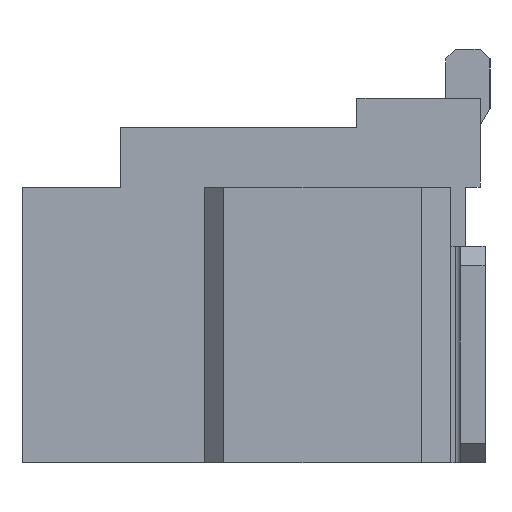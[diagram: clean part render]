
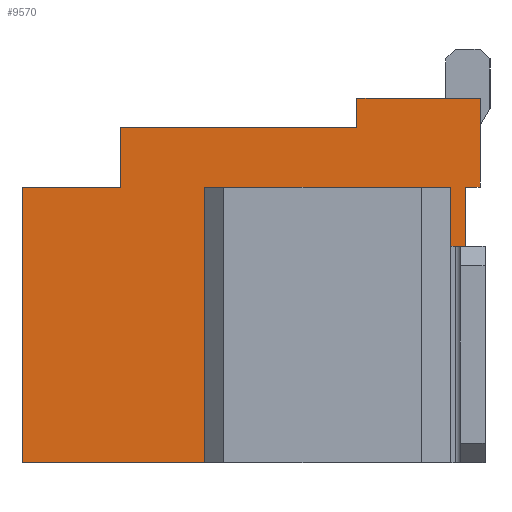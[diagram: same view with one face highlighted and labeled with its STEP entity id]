
A CAD part, left-side view. The second image highlights one B-rep face of the part: STEP entity #9570.
In plain terms, the highlighted planar face has unit normal (-1, 0, 0).
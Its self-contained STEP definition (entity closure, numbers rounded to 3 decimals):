
#73=DIRECTION('',(0.,1.,0.));
#74=VECTOR('',#73,1.25);
#75=CARTESIAN_POINT('',(-10.25,-3.675,2.1));
#76=LINE('',#75,#74);
#1245=DIRECTION('',(0.,0.,1.));
#1246=VECTOR('',#1245,2.8);
#1247=CARTESIAN_POINT('',(-10.25,0.975,-1.6));
#1248=LINE('',#1247,#1246);
#1769=DIRECTION('',(0.,-1.,0.));
#1770=VECTOR('',#1769,1.);
#1771=CARTESIAN_POINT('',(-10.25,0.975,1.2));
#1772=LINE('',#1771,#1770);
#1773=DIRECTION('',(0.,0.,1.));
#1774=VECTOR('',#1773,0.6);
#1775=CARTESIAN_POINT('',(-10.25,-0.025,1.2));
#1776=LINE('',#1775,#1774);
#1777=DIRECTION('',(0.,-1.,0.));
#1778=VECTOR('',#1777,2.4);
#1779=CARTESIAN_POINT('',(-10.25,-0.025,1.8));
#1780=LINE('',#1779,#1778);
#1781=DIRECTION('',(0.,0.,-1.));
#1782=VECTOR('',#1781,0.3);
#1783=CARTESIAN_POINT('',(-10.25,-2.425,2.1));
#1784=LINE('',#1783,#1782);
#1785=DIRECTION('',(0.,1.,0.));
#1786=VECTOR('',#1785,0.15);
#1787=CARTESIAN_POINT('',(-10.25,-3.675,1.2));
#1788=LINE('',#1787,#1786);
#1789=DIRECTION('',(0.,0.,1.));
#1790=VECTOR('',#1789,2.1);
#1791=CARTESIAN_POINT('',(-10.25,-3.525,-0.9));
#1792=LINE('',#1791,#1790);
#1793=DIRECTION('',(0.,1.,0.));
#1794=VECTOR('',#1793,0.15);
#1795=CARTESIAN_POINT('',(-10.25,-3.675,-0.9));
#1796=LINE('',#1795,#1794);
#1797=DIRECTION('',(0.,1.,0.));
#1798=VECTOR('',#1797,0.3);
#1799=CARTESIAN_POINT('',(-10.25,-3.675,-1.6));
#1800=LINE('',#1799,#1798);
#1801=DIRECTION('',(0.,0.,1.));
#1802=VECTOR('',#1801,2.8);
#1803=CARTESIAN_POINT('',(-10.25,-3.375,-1.6));
#1804=LINE('',#1803,#1802);
#1805=DIRECTION('',(0.,-1.,0.));
#1806=VECTOR('',#1805,2.5);
#1807=CARTESIAN_POINT('',(-10.25,-0.875,1.2));
#1808=LINE('',#1807,#1806);
#1809=DIRECTION('',(0.,0.,1.));
#1810=VECTOR('',#1809,2.8);
#1811=CARTESIAN_POINT('',(-10.25,-0.875,-1.6));
#1812=LINE('',#1811,#1810);
#1813=DIRECTION('',(0.,1.,0.));
#1814=VECTOR('',#1813,1.85);
#1815=CARTESIAN_POINT('',(-10.25,-0.875,-1.6));
#1816=LINE('',#1815,#1814);
#1861=DIRECTION('',(0.,0.,1.));
#1862=VECTOR('',#1861,0.9);
#1863=CARTESIAN_POINT('',(-10.25,-3.675,1.2));
#1864=LINE('',#1863,#1862);
#1901=DIRECTION('',(0.,0.,1.));
#1902=VECTOR('',#1901,0.7);
#1903=CARTESIAN_POINT('',(-10.25,-3.675,-1.6));
#1904=LINE('',#1903,#1902);
#5991=CARTESIAN_POINT('',(-10.25,-0.875,1.2));
#5992=CARTESIAN_POINT('',(-10.25,-3.375,1.2));
#5993=VERTEX_POINT('',#5991);
#5994=VERTEX_POINT('',#5992);
#5995=CARTESIAN_POINT('',(-10.25,-0.875,-1.6));
#5996=VERTEX_POINT('',#5995);
#6003=CARTESIAN_POINT('',(-10.25,0.975,-1.6));
#6004=VERTEX_POINT('',#6003);
#6023=CARTESIAN_POINT('',(-10.25,-3.675,2.1));
#6024=VERTEX_POINT('',#6023);
#6029=CARTESIAN_POINT('',(-10.25,-3.675,-1.6));
#6030=VERTEX_POINT('',#6029);
#6047=CARTESIAN_POINT('',(-10.25,-2.425,2.1));
#6048=CARTESIAN_POINT('',(-10.25,-2.425,1.8));
#6049=VERTEX_POINT('',#6047);
#6050=VERTEX_POINT('',#6048);
#6056=CARTESIAN_POINT('',(-10.25,-0.025,1.8));
#6058=VERTEX_POINT('',#6056);
#6225=CARTESIAN_POINT('',(-10.25,0.975,1.2));
#6226=CARTESIAN_POINT('',(-10.25,-0.025,1.2));
#6227=VERTEX_POINT('',#6225);
#6228=VERTEX_POINT('',#6226);
#6639=CARTESIAN_POINT('',(-10.25,-3.375,-1.6));
#6640=VERTEX_POINT('',#6639);
#7843=CARTESIAN_POINT('',(-10.25,-3.675,1.2));
#7845=VERTEX_POINT('',#7843);
#7851=CARTESIAN_POINT('',(-10.25,-3.675,-0.9));
#7853=VERTEX_POINT('',#7851);
#7859=CARTESIAN_POINT('',(-10.25,-3.525,1.2));
#7860=VERTEX_POINT('',#7859);
#7861=CARTESIAN_POINT('',(-10.25,-3.525,-0.9));
#7862=VERTEX_POINT('',#7861);
#9537=CARTESIAN_POINT('',(-10.25,-3.675,-1.6));
#9538=DIRECTION('',(-1.,0.,0.));
#9539=DIRECTION('',(0.,0.,1.));
#9540=AXIS2_PLACEMENT_3D('',#9537,#9538,#9539);
#9541=PLANE('',#9540);
#9542=ORIENTED_EDGE('',*,*,#9055,.T.);
#9544=ORIENTED_EDGE('',*,*,#9543,.T.);
#9546=ORIENTED_EDGE('',*,*,#9545,.T.);
#9547=ORIENTED_EDGE('',*,*,#9170,.F.);
#9548=ORIENTED_EDGE('',*,*,#7956,.F.);
#9550=ORIENTED_EDGE('',*,*,#9549,.F.);
#9552=ORIENTED_EDGE('',*,*,#9551,.T.);
#9554=ORIENTED_EDGE('',*,*,#9553,.F.);
#9556=ORIENTED_EDGE('',*,*,#9555,.F.);
#9558=ORIENTED_EDGE('',*,*,#9557,.F.);
#9559=ORIENTED_EDGE('',*,*,#8422,.T.);
#9561=ORIENTED_EDGE('',*,*,#9560,.T.);
#9563=ORIENTED_EDGE('',*,*,#9562,.F.);
#9565=ORIENTED_EDGE('',*,*,#9564,.F.);
#9566=ORIENTED_EDGE('',*,*,#8400,.T.);
#9567=ORIENTED_EDGE('',*,*,#8988,.T.);
#9568=EDGE_LOOP('',(#9542,#9544,#9546,#9547,#9548,#9550,#9552,#9554,#9556,#9558,
#9559,#9561,#9563,#9565,#9566,#9567));
#9569=FACE_OUTER_BOUND('',#9568,.F.);
#9570=ADVANCED_FACE('',(#9569),#9541,.T.);
#7956=EDGE_CURVE('',#6024,#6049,#76,.T.);
#8400=EDGE_CURVE('',#5996,#6004,#1816,.T.);
#8422=EDGE_CURVE('',#6030,#6640,#1800,.T.);
#8988=EDGE_CURVE('',#6004,#6227,#1248,.T.);
#9055=EDGE_CURVE('',#6227,#6228,#1772,.T.);
#9170=EDGE_CURVE('',#6049,#6050,#1784,.T.);
#9543=EDGE_CURVE('',#6228,#6058,#1776,.T.);
#9545=EDGE_CURVE('',#6058,#6050,#1780,.T.);
#9549=EDGE_CURVE('',#7845,#6024,#1864,.T.);
#9551=EDGE_CURVE('',#7845,#7860,#1788,.T.);
#9553=EDGE_CURVE('',#7862,#7860,#1792,.T.);
#9555=EDGE_CURVE('',#7853,#7862,#1796,.T.);
#9557=EDGE_CURVE('',#6030,#7853,#1904,.T.);
#9560=EDGE_CURVE('',#6640,#5994,#1804,.T.);
#9562=EDGE_CURVE('',#5993,#5994,#1808,.T.);
#9564=EDGE_CURVE('',#5996,#5993,#1812,.T.);
